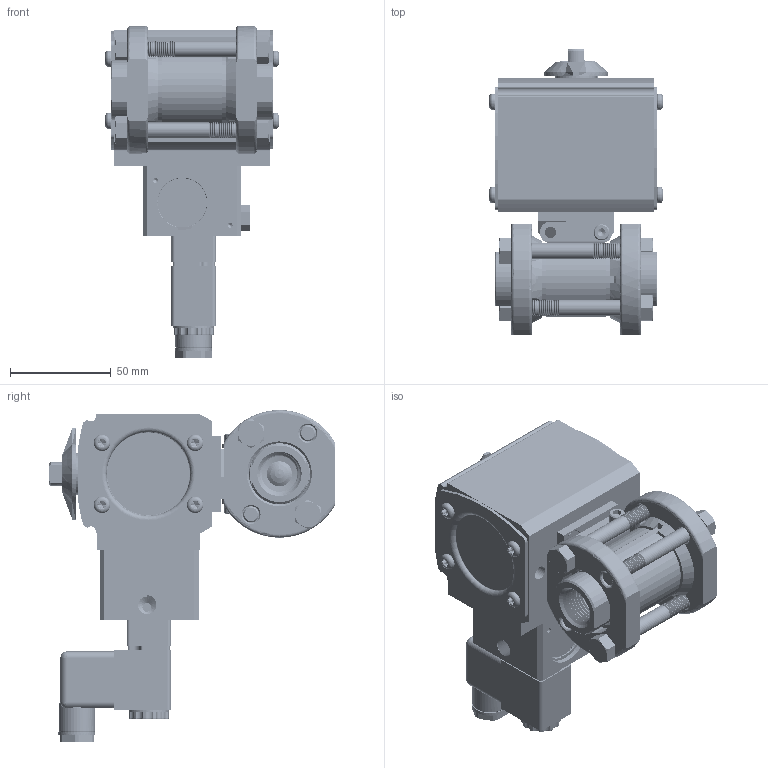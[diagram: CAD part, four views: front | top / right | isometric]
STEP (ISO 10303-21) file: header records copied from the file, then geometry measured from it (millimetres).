
FILE_DESCRIPTION (( 'STEP AP203' ), '1' );
FILE_NAME ('25XXSESA512D4GPDS.step', '2018-09-04T19:31:12', ( '' ), ( '' ), 'SwSTEP 2.0', 'SolidWorks 2018', '' );
FILE_SCHEMA (( 'CONFIG_CONTROL_DESIGN' ));
Length unit declared in the file: inch
Products named in the file (1): 25XXSESA512D4GPDS
Bounding box: 86.49 x 142.33 x 165.13 mm (x, y, z)
Volume: 446900.1 mm3; surface area: 172975.4 mm2
Topology: 50 solids, 50 shells, 4078 faces, 10942 edges, 6967 vertices
Faces by surface type: cylinder 1843, cone 1206, plane 670, torus 185, bspline 168, sphere 6
Entity records: 201426 total; most frequent: CARTESIAN_POINT 103274, ORIENTED_EDGE 21540, DIRECTION 20211, EDGE_CURVE 10770, AXIS2_PLACEMENT_3D 8133, VERTEX_POINT 6963, EDGE_LOOP 4393, CIRCLE 4222
